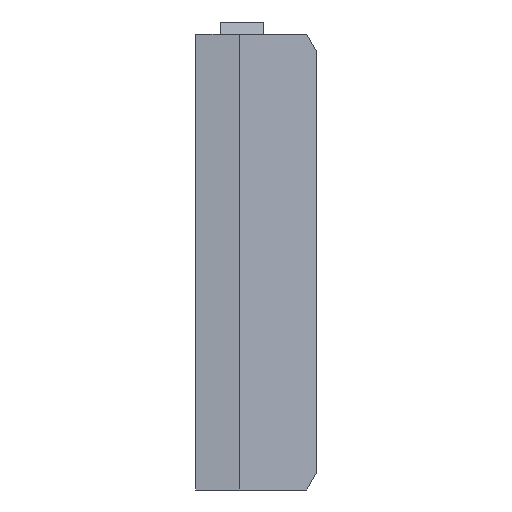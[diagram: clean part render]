
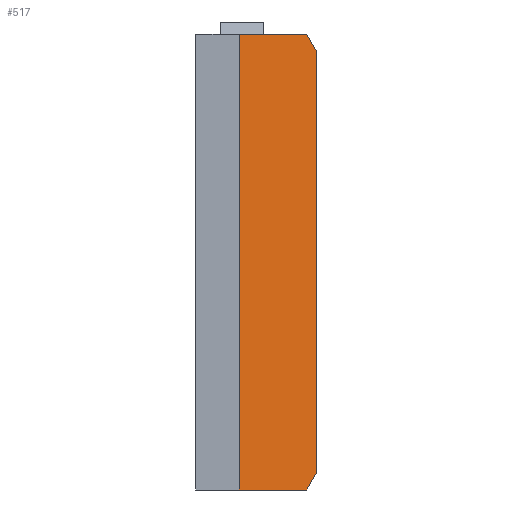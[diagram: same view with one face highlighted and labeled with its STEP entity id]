
A CAD part, left-side view. The second image highlights one B-rep face of the part: STEP entity #517.
In plain terms, the highlighted planar face has unit normal (-0.758, -0.652, 0).
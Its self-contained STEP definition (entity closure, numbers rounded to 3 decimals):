
#77 = EDGE_CURVE ( 'NONE', #1757, #801, #1351, .T. ) ;
#98 = CARTESIAN_POINT ( 'NONE',  ( -10.57, -2.473, -18.5 ) ) ;
#159 = VERTEX_POINT ( 'NONE', #1648 ) ;
#203 = VERTEX_POINT ( 'NONE', #603 ) ;
#215 = LINE ( 'NONE', #1875, #916 ) ;
#236 = CARTESIAN_POINT ( 'NONE',  ( -9.925, -3.224, -16.8 ) ) ;
#267 = ORIENTED_EDGE ( 'NONE', *, *, #77, .T. ) ;
#300 = LINE ( 'NONE', #2166, #2299 ) ;
#312 = EDGE_CURVE ( 'NONE', #1475, #203, #300, .T. ) ;
#330 = VECTOR ( 'NONE', #534, 1000. ) ;
#420 = EDGE_CURVE ( 'NONE', #159, #2479, #1983, .T. ) ;
#476 = DIRECTION ( 'NONE',  ( 0., 0., -1. ) ) ;
#498 = LINE ( 'NONE', #236, #330 ) ;
#517 = ADVANCED_FACE ( 'NONE', ( #782 ), #2701, .F. ) ;
#534 = DIRECTION ( 'NONE',  ( 0., 0., -1. ) ) ;
#603 = CARTESIAN_POINT ( 'NONE',  ( -9.925, -3.224, 17.2 ) ) ;
#677 = CARTESIAN_POINT ( 'NONE',  ( -15.3, 3.026, -18.5 ) ) ;
#691 = CARTESIAN_POINT ( 'NONE',  ( -10.57, -2.473, 18.5 ) ) ;
#782 = FACE_OUTER_BOUND ( 'NONE', #2608, .T. ) ;
#801 = VERTEX_POINT ( 'NONE', #1207 ) ;
#808 = EDGE_CURVE ( 'NONE', #203, #801, #498, .T. ) ;
#916 = VECTOR ( 'NONE', #2426, 1000. ) ;
#932 = DIRECTION ( 'NONE',  ( -0.652, 0.758, 0. ) ) ;
#1096 = CARTESIAN_POINT ( 'NONE',  ( -8.921, -4.391, -15.178 ) ) ;
#1207 = CARTESIAN_POINT ( 'NONE',  ( -9.925, -3.224, -17.2 ) ) ;
#1290 = EDGE_CURVE ( 'NONE', #1757, #2479, #215, .T. ) ;
#1351 = LINE ( 'NONE', #1096, #1915 ) ;
#1430 = VECTOR ( 'NONE', #932, 1000. ) ;
#1470 = ORIENTED_EDGE ( 'NONE', *, *, #1290, .F. ) ;
#1475 = VERTEX_POINT ( 'NONE', #691 ) ;
#1518 = VECTOR ( 'NONE', #476, 1000. ) ;
#1541 = ORIENTED_EDGE ( 'NONE', *, *, #2504, .T. ) ;
#1648 = CARTESIAN_POINT ( 'NONE',  ( -15.3, 3.026, 18.5 ) ) ;
#1749 = CARTESIAN_POINT ( 'NONE',  ( -15.3, 3.026, 16.8 ) ) ;
#1757 = VERTEX_POINT ( 'NONE', #98 ) ;
#1815 = CARTESIAN_POINT ( 'NONE',  ( -15.3, 3.026, 18.5 ) ) ;
#1875 = CARTESIAN_POINT ( 'NONE',  ( -15.3, 3.026, -18.5 ) ) ;
#1910 = DIRECTION ( 'NONE',  ( -0.652, 0.758, 0. ) ) ;
#1915 = VECTOR ( 'NONE', #1981, 1000. ) ;
#1957 = ORIENTED_EDGE ( 'NONE', *, *, #420, .T. ) ;
#1979 = DIRECTION ( 'NONE',  ( 0.758, 0.652, 0. ) ) ;
#1981 = DIRECTION ( 'NONE',  ( 0.395, -0.459, 0.796 ) ) ;
#1983 = LINE ( 'NONE', #2739, #1518 ) ;
#1989 = ORIENTED_EDGE ( 'NONE', *, *, #808, .F. ) ;
#2166 = CARTESIAN_POINT ( 'NONE',  ( -1.212, -13.355, -0.348 ) ) ;
#2277 = LINE ( 'NONE', #1815, #1430 ) ;
#2299 = VECTOR ( 'NONE', #2722, 1000. ) ;
#2426 = DIRECTION ( 'NONE',  ( -0.652, 0.758, 0. ) ) ;
#2479 = VERTEX_POINT ( 'NONE', #677 ) ;
#2504 = EDGE_CURVE ( 'NONE', #1475, #159, #2277, .T. ) ;
#2569 = AXIS2_PLACEMENT_3D ( 'NONE', #1749, #1979, #1910 ) ;
#2608 = EDGE_LOOP ( 'NONE', ( #2721, #1541, #1957, #1470, #267, #1989 ) ) ;
#2701 = PLANE ( 'NONE',  #2569 ) ;
#2721 = ORIENTED_EDGE ( 'NONE', *, *, #312, .F. ) ;
#2722 = DIRECTION ( 'NONE',  ( 0.395, -0.459, -0.796 ) ) ;
#2739 = CARTESIAN_POINT ( 'NONE',  ( -15.3, 3.026, -16.8 ) ) ;
